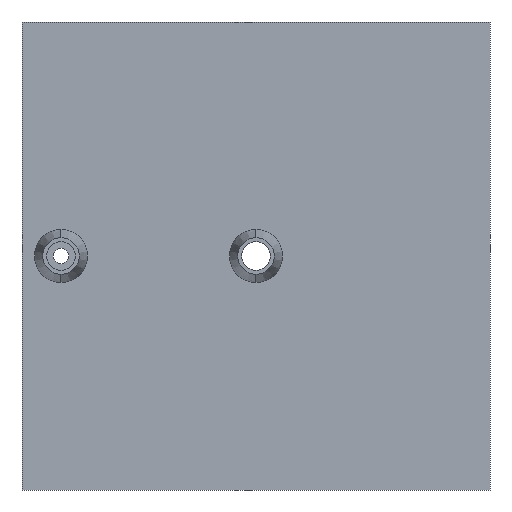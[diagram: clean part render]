
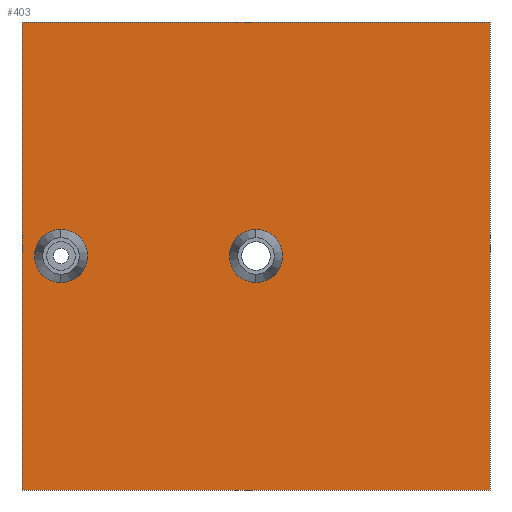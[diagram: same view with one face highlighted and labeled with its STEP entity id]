
A CAD part, front view. The second image highlights one B-rep face of the part: STEP entity #403.
In plain terms, the highlighted planar face has unit normal (0, -1, 0).
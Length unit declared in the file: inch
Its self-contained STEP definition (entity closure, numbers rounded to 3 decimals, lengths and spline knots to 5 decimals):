
#10 = LINE ( 'NONE', #897, #13 ) ;
#13 = VECTOR ( 'NONE', #174, 39.37008 ) ;
#14 = CARTESIAN_POINT ( 'NONE',  ( -1.25, 0., 0.12 ) ) ;
#17 = VERTEX_POINT ( 'NONE', #689 ) ;
#24 = EDGE_LOOP ( 'NONE', ( #764, #657 ) ) ;
#45 = AXIS2_PLACEMENT_3D ( 'NONE', #986, #260, #900 ) ;
#51 = CARTESIAN_POINT ( 'NONE',  ( -1.25, 0., -0.12 ) ) ;
#60 = DIRECTION ( 'NONE',  ( -1., 0., 0. ) ) ;
#63 = VERTEX_POINT ( 'NONE', #51 ) ;
#68 = EDGE_LOOP ( 'NONE', ( #512, #736 ) ) ;
#72 = DIRECTION ( 'NONE',  ( 0., 1., 0. ) ) ;
#89 = EDGE_CURVE ( 'NONE', #17, #701, #212, .T. ) ;
#116 = CARTESIAN_POINT ( 'NONE',  ( -1.5, 0., -1.5 ) ) ;
#118 = CARTESIAN_POINT ( 'NONE',  ( -1.5, 0., 1.5 ) ) ;
#122 = CARTESIAN_POINT ( 'NONE',  ( 1.5, 0., 1.5 ) ) ;
#142 = ORIENTED_EDGE ( 'NONE', *, *, #324, .F. ) ;
#155 = PLANE ( 'NONE',  #634 ) ;
#159 = EDGE_CURVE ( 'NONE', #327, #507, #771, .T. ) ;
#165 = AXIS2_PLACEMENT_3D ( 'NONE', #758, #907, #186 ) ;
#174 = DIRECTION ( 'NONE',  ( 1., 0., 0. ) ) ;
#186 = DIRECTION ( 'NONE',  ( 0., 0., 1. ) ) ;
#197 = VECTOR ( 'NONE', #60, 39.37008 ) ;
#212 = LINE ( 'NONE', #781, #197 ) ;
#216 = CARTESIAN_POINT ( 'NONE',  ( -1.25, 0., 0. ) ) ;
#231 = FACE_OUTER_BOUND ( 'NONE', #415, .T. ) ;
#260 = DIRECTION ( 'NONE',  ( 0., -1., 0. ) ) ;
#274 = CARTESIAN_POINT ( 'NONE',  ( 0., 0., 0.12 ) ) ;
#282 = CIRCLE ( 'NONE', #669, 0.12 ) ;
#324 = EDGE_CURVE ( 'NONE', #701, #524, #497, .T. ) ;
#327 = VERTEX_POINT ( 'NONE', #274 ) ;
#362 = DIRECTION ( 'NONE',  ( 0., -1., 0. ) ) ;
#403 = ADVANCED_FACE ( 'NONE', ( #558, #878, #231 ), #155, .F. ) ;
#411 = CARTESIAN_POINT ( 'NONE',  ( 1.5, 0., -1.5 ) ) ;
#415 = EDGE_LOOP ( 'NONE', ( #142, #939, #908, #950 ) ) ;
#471 = DIRECTION ( 'NONE',  ( 0., 0., 1. ) ) ;
#480 = VECTOR ( 'NONE', #660, 39.37008 ) ;
#491 = DIRECTION ( 'NONE',  ( 0., 0., 1. ) ) ;
#497 = LINE ( 'NONE', #116, #480 ) ;
#507 = VERTEX_POINT ( 'NONE', #666 ) ;
#510 = EDGE_CURVE ( 'NONE', #507, #327, #856, .T. ) ;
#512 = ORIENTED_EDGE ( 'NONE', *, *, #594, .F. ) ;
#524 = VERTEX_POINT ( 'NONE', #118 ) ;
#558 = FACE_BOUND ( 'NONE', #68, .T. ) ;
#594 = EDGE_CURVE ( 'NONE', #659, #63, #909, .T. ) ;
#634 = AXIS2_PLACEMENT_3D ( 'NONE', #731, #72, #471 ) ;
#636 = VECTOR ( 'NONE', #841, 39.37008 ) ;
#648 = EDGE_CURVE ( 'NONE', #810, #17, #994, .T. ) ;
#657 = ORIENTED_EDGE ( 'NONE', *, *, #510, .F. ) ;
#659 = VERTEX_POINT ( 'NONE', #14 ) ;
#660 = DIRECTION ( 'NONE',  ( 0., 0., 1. ) ) ;
#666 = CARTESIAN_POINT ( 'NONE',  ( 0., 0., -0.12 ) ) ;
#669 = AXIS2_PLACEMENT_3D ( 'NONE', #216, #362, #930 ) ;
#689 = CARTESIAN_POINT ( 'NONE',  ( 1.5, 0., -1.5 ) ) ;
#701 = VERTEX_POINT ( 'NONE', #780 ) ;
#715 = EDGE_CURVE ( 'NONE', #63, #659, #282, .T. ) ;
#731 = CARTESIAN_POINT ( 'NONE',  ( 0., 0., 0. ) ) ;
#736 = ORIENTED_EDGE ( 'NONE', *, *, #715, .F. ) ;
#758 = CARTESIAN_POINT ( 'NONE',  ( -1.25, 0., 0. ) ) ;
#764 = ORIENTED_EDGE ( 'NONE', *, *, #159, .F. ) ;
#771 = CIRCLE ( 'NONE', #974, 0.12 ) ;
#780 = CARTESIAN_POINT ( 'NONE',  ( -1.5, 0., -1.5 ) ) ;
#781 = CARTESIAN_POINT ( 'NONE',  ( -1.5, 0., -1.5 ) ) ;
#798 = DIRECTION ( 'NONE',  ( 0., -1., 0. ) ) ;
#810 = VERTEX_POINT ( 'NONE', #122 ) ;
#841 = DIRECTION ( 'NONE',  ( 0., 0., -1. ) ) ;
#856 = CIRCLE ( 'NONE', #45, 0.12 ) ;
#878 = FACE_BOUND ( 'NONE', #24, .T. ) ;
#887 = CARTESIAN_POINT ( 'NONE',  ( 0., 0., 0. ) ) ;
#897 = CARTESIAN_POINT ( 'NONE',  ( -1.5, 0., 1.5 ) ) ;
#900 = DIRECTION ( 'NONE',  ( 0., 0., 1. ) ) ;
#907 = DIRECTION ( 'NONE',  ( 0., -1., 0. ) ) ;
#908 = ORIENTED_EDGE ( 'NONE', *, *, #648, .F. ) ;
#909 = CIRCLE ( 'NONE', #165, 0.12 ) ;
#930 = DIRECTION ( 'NONE',  ( 0., 0., 1. ) ) ;
#939 = ORIENTED_EDGE ( 'NONE', *, *, #89, .F. ) ;
#950 = ORIENTED_EDGE ( 'NONE', *, *, #953, .F. ) ;
#953 = EDGE_CURVE ( 'NONE', #524, #810, #10, .T. ) ;
#974 = AXIS2_PLACEMENT_3D ( 'NONE', #887, #798, #491 ) ;
#986 = CARTESIAN_POINT ( 'NONE',  ( 0., 0., 0. ) ) ;
#994 = LINE ( 'NONE', #411, #636 ) ;
